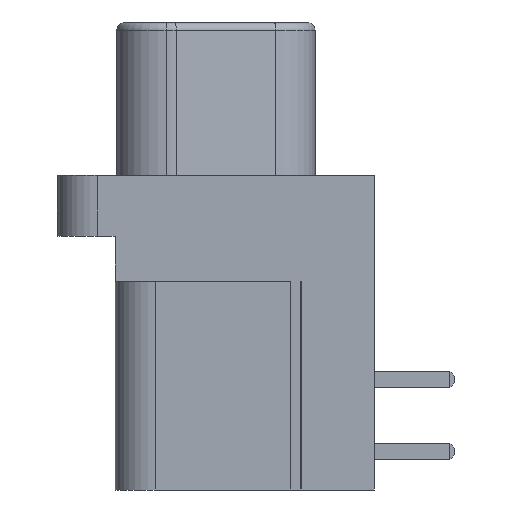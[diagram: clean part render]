
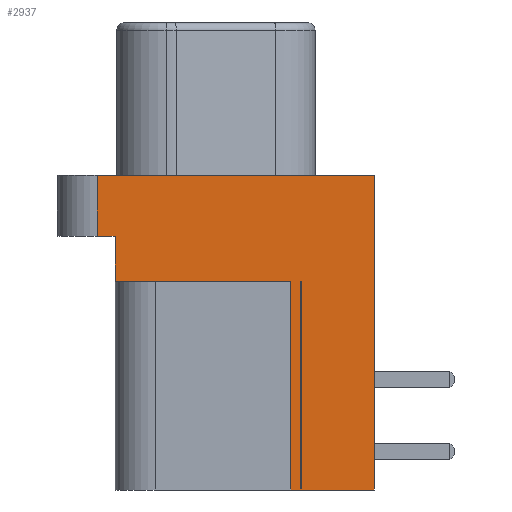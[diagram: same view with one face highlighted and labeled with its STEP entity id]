
A CAD part, left-side view. The second image highlights one B-rep face of the part: STEP entity #2937.
In plain terms, the highlighted planar face has unit normal (-1, 0, 0).
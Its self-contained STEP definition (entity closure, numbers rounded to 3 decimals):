
#2589 = VERTEX_POINT('',#2590);
#2590 = CARTESIAN_POINT('',(0.,2.921,-4.191));
#2605 = VERTEX_POINT('',#2606);
#2606 = CARTESIAN_POINT('',(0.,3.302,-4.191));
#2612 = EDGE_CURVE('',#2605,#2613,#2615,.T.);
#2613 = VERTEX_POINT('',#2614);
#2614 = CARTESIAN_POINT('',(0.,10.262,-4.191));
#2615 = LINE('',#2616,#2617);
#2616 = CARTESIAN_POINT('',(0.,10.262,-4.191));
#2617 = VECTOR('',#2618,1.);
#2618 = DIRECTION('',(0.,1.,0.));
#2646 = VERTEX_POINT('',#2647);
#2647 = CARTESIAN_POINT('',(0.,2.896,-4.191));
#2653 = EDGE_CURVE('',#2646,#2589,#2654,.T.);
#2654 = LINE('',#2655,#2656);
#2655 = CARTESIAN_POINT('',(0.,10.262,-4.191));
#2656 = VECTOR('',#2657,1.);
#2657 = DIRECTION('',(0.,1.,0.));
#2817 = VERTEX_POINT('',#2818);
#2818 = CARTESIAN_POINT('',(0.,10.96,0.));
#2825 = EDGE_CURVE('',#2817,#2826,#2828,.T.);
#2826 = VERTEX_POINT('',#2827);
#2827 = CARTESIAN_POINT('',(0.,0.,0.));
#2828 = LINE('',#2829,#2830);
#2829 = CARTESIAN_POINT('',(0.,12.548,0.));
#2830 = VECTOR('',#2831,1.);
#2831 = DIRECTION('',(0.,-1.,0.));
#2937 = ADVANCED_FACE('',(#2938),#3009,.T.);
#2938 = FACE_BOUND('',#2939,.T.);
#2939 = EDGE_LOOP('',(#2940,#2941,#2949,#2957,#2963,#2964,#2972,#2980,
    #2986,#2987,#2995,#3003));
#2940 = ORIENTED_EDGE('',*,*,#2825,.F.);
#2941 = ORIENTED_EDGE('',*,*,#2942,.T.);
#2942 = EDGE_CURVE('',#2817,#2943,#2945,.T.);
#2943 = VERTEX_POINT('',#2944);
#2944 = CARTESIAN_POINT('',(0.,10.96,-2.413));
#2945 = LINE('',#2946,#2947);
#2946 = CARTESIAN_POINT('',(0.,10.96,-12.446));
#2947 = VECTOR('',#2948,1.);
#2948 = DIRECTION('',(-0.,-0.,-1.));
#2949 = ORIENTED_EDGE('',*,*,#2950,.F.);
#2950 = EDGE_CURVE('',#2951,#2943,#2953,.T.);
#2951 = VERTEX_POINT('',#2952);
#2952 = CARTESIAN_POINT('',(0.,10.262,-2.413));
#2953 = LINE('',#2954,#2955);
#2954 = CARTESIAN_POINT('',(0.,12.548,-2.413));
#2955 = VECTOR('',#2956,1.);
#2956 = DIRECTION('',(0.,1.,0.));
#2957 = ORIENTED_EDGE('',*,*,#2958,.F.);
#2958 = EDGE_CURVE('',#2613,#2951,#2959,.T.);
#2959 = LINE('',#2960,#2961);
#2960 = CARTESIAN_POINT('',(0.,10.262,-12.446));
#2961 = VECTOR('',#2962,1.);
#2962 = DIRECTION('',(0.,0.,1.));
#2963 = ORIENTED_EDGE('',*,*,#2612,.F.);
#2964 = ORIENTED_EDGE('',*,*,#2965,.F.);
#2965 = EDGE_CURVE('',#2966,#2605,#2968,.T.);
#2966 = VERTEX_POINT('',#2967);
#2967 = CARTESIAN_POINT('',(0.,3.302,-12.446));
#2968 = LINE('',#2969,#2970);
#2969 = CARTESIAN_POINT('',(0.,3.302,-19.01));
#2970 = VECTOR('',#2971,1.);
#2971 = DIRECTION('',(0.,0.,1.));
#2972 = ORIENTED_EDGE('',*,*,#2973,.T.);
#2973 = EDGE_CURVE('',#2966,#2974,#2976,.T.);
#2974 = VERTEX_POINT('',#2975);
#2975 = CARTESIAN_POINT('',(0.,2.921,-12.446));
#2976 = LINE('',#2977,#2978);
#2977 = CARTESIAN_POINT('',(0.,3.302,-12.446));
#2978 = VECTOR('',#2979,1.);
#2979 = DIRECTION('',(0.,-1.,0.));
#2980 = ORIENTED_EDGE('',*,*,#2981,.T.);
#2981 = EDGE_CURVE('',#2974,#2589,#2982,.T.);
#2982 = LINE('',#2983,#2984);
#2983 = CARTESIAN_POINT('',(0.,2.921,-19.01));
#2984 = VECTOR('',#2985,1.);
#2985 = DIRECTION('',(0.,0.,1.));
#2986 = ORIENTED_EDGE('',*,*,#2653,.F.);
#2987 = ORIENTED_EDGE('',*,*,#2988,.T.);
#2988 = EDGE_CURVE('',#2646,#2989,#2991,.T.);
#2989 = VERTEX_POINT('',#2990);
#2990 = CARTESIAN_POINT('',(0.,2.896,-12.446));
#2991 = LINE('',#2992,#2993);
#2992 = CARTESIAN_POINT('',(0.,2.896,-4.191));
#2993 = VECTOR('',#2994,1.);
#2994 = DIRECTION('',(-0.,-0.,-1.));
#2995 = ORIENTED_EDGE('',*,*,#2996,.T.);
#2996 = EDGE_CURVE('',#2989,#2997,#2999,.T.);
#2997 = VERTEX_POINT('',#2998);
#2998 = CARTESIAN_POINT('',(0.,0.,-12.446));
#2999 = LINE('',#3000,#3001);
#3000 = CARTESIAN_POINT('',(0.,12.548,-12.446));
#3001 = VECTOR('',#3002,1.);
#3002 = DIRECTION('',(0.,-1.,0.));
#3003 = ORIENTED_EDGE('',*,*,#3004,.T.);
#3004 = EDGE_CURVE('',#2997,#2826,#3005,.T.);
#3005 = LINE('',#3006,#3007);
#3006 = CARTESIAN_POINT('',(0.,0.,-12.446));
#3007 = VECTOR('',#3008,1.);
#3008 = DIRECTION('',(0.,0.,1.));
#3009 = PLANE('',#3010);
#3010 = AXIS2_PLACEMENT_3D('',#3011,#3012,#3013);
#3011 = CARTESIAN_POINT('',(0.,12.548,-12.446));
#3012 = DIRECTION('',(-1.,0.,0.));
#3013 = DIRECTION('',(0.,-1.,0.));
